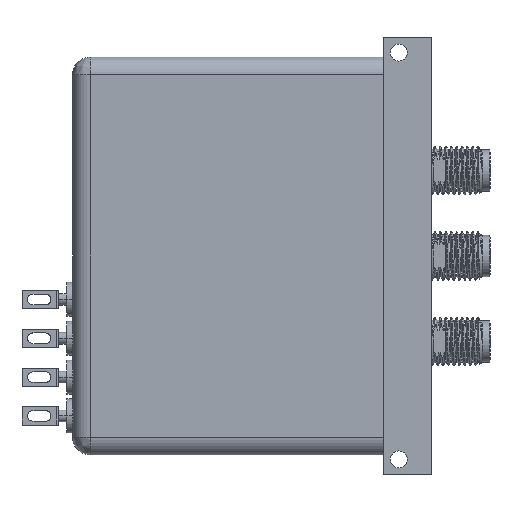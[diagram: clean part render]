
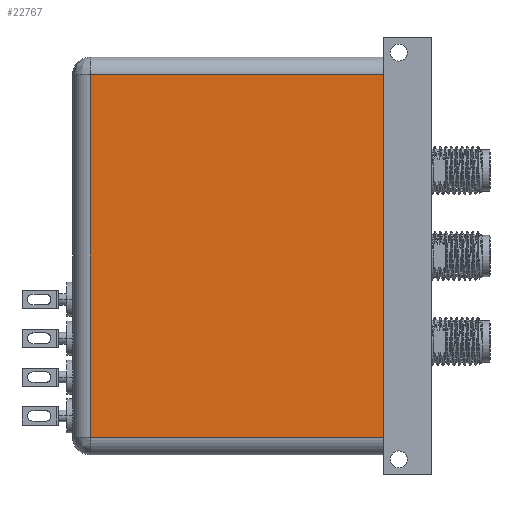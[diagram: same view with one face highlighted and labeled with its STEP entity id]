
A CAD part, left-side view. The second image highlights one B-rep face of the part: STEP entity #22767.
In plain terms, the highlighted face is planar.
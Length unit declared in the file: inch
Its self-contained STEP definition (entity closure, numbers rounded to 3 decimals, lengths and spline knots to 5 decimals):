
#2011 = CARTESIAN_POINT ( 'NONE',  ( 0.9335, 1.96, -0.2735 ) ) ;
#2650 = DIRECTION ( 'NONE',  ( 0., 0., 1. ) ) ;
#2765 = DIRECTION ( 'NONE',  ( 0., -1., 0. ) ) ;
#2883 = ORIENTED_EDGE ( 'NONE', *, *, #23228, .F. ) ;
#2938 = CARTESIAN_POINT ( 'NONE',  ( -0.9335, 2.05, -0.2735 ) ) ;
#3565 = ORIENTED_EDGE ( 'NONE', *, *, #8189, .F. ) ;
#5389 = EDGE_CURVE ( 'NONE', #26033, #32379, #27578, .T. ) ;
#5425 = LINE ( 'NONE', #27179, #21798 ) ;
#5426 = ORIENTED_EDGE ( 'NONE', *, *, #5389, .F. ) ;
#8189 = EDGE_CURVE ( 'NONE', #21255, #26033, #5425, .T. ) ;
#8592 = PLANE ( 'NONE',  #15194 ) ;
#8767 = DIRECTION ( 'NONE',  ( 1., 0., 0. ) ) ;
#10041 = CARTESIAN_POINT ( 'NONE',  ( -0.9335, 1.96, -0.2735 ) ) ;
#10599 = VECTOR ( 'NONE', #33002, 39.37008 ) ;
#11286 = CARTESIAN_POINT ( 'NONE',  ( 0.9335, 0.45, -0.2735 ) ) ;
#12201 = EDGE_CURVE ( 'NONE', #32379, #24398, #13407, .T. ) ;
#13407 = LINE ( 'NONE', #24390, #23520 ) ;
#15194 = AXIS2_PLACEMENT_3D ( 'NONE', #22243, #2650, #8767 ) ;
#16394 = DIRECTION ( 'NONE',  ( -1., 0., 0. ) ) ;
#18438 = CARTESIAN_POINT ( 'NONE',  ( -0.9335, 0.45, -0.2735 ) ) ;
#18968 = DIRECTION ( 'NONE',  ( 1., 0., 0. ) ) ;
#19462 = VECTOR ( 'NONE', #2765, 39.37008 ) ;
#21255 = VERTEX_POINT ( 'NONE', #2011 ) ;
#21798 = VECTOR ( 'NONE', #16394, 39.37008 ) ;
#22243 = CARTESIAN_POINT ( 'NONE',  ( -1.0235, 2.05, -0.2735 ) ) ;
#22767 = ADVANCED_FACE ( 'NONE', ( #33404 ), #8592, .F. ) ;
#23228 = EDGE_CURVE ( 'NONE', #24398, #21255, #27927, .T. ) ;
#23520 = VECTOR ( 'NONE', #18968, 39.37008 ) ;
#24390 = CARTESIAN_POINT ( 'NONE',  ( 0., 0.45, -0.2735 ) ) ;
#24398 = VERTEX_POINT ( 'NONE', #11286 ) ;
#26033 = VERTEX_POINT ( 'NONE', #10041 ) ;
#26098 = ORIENTED_EDGE ( 'NONE', *, *, #12201, .F. ) ;
#27179 = CARTESIAN_POINT ( 'NONE',  ( -1.0235, 1.96, -0.2735 ) ) ;
#27578 = LINE ( 'NONE', #2938, #19462 ) ;
#27927 = LINE ( 'NONE', #33168, #10599 ) ;
#30687 = EDGE_LOOP ( 'NONE', ( #5426, #3565, #2883, #26098 ) ) ;
#32379 = VERTEX_POINT ( 'NONE', #18438 ) ;
#33002 = DIRECTION ( 'NONE',  ( 0., 1., 0. ) ) ;
#33168 = CARTESIAN_POINT ( 'NONE',  ( 0.9335, 2.05, -0.2735 ) ) ;
#33404 = FACE_OUTER_BOUND ( 'NONE', #30687, .T. ) ;
